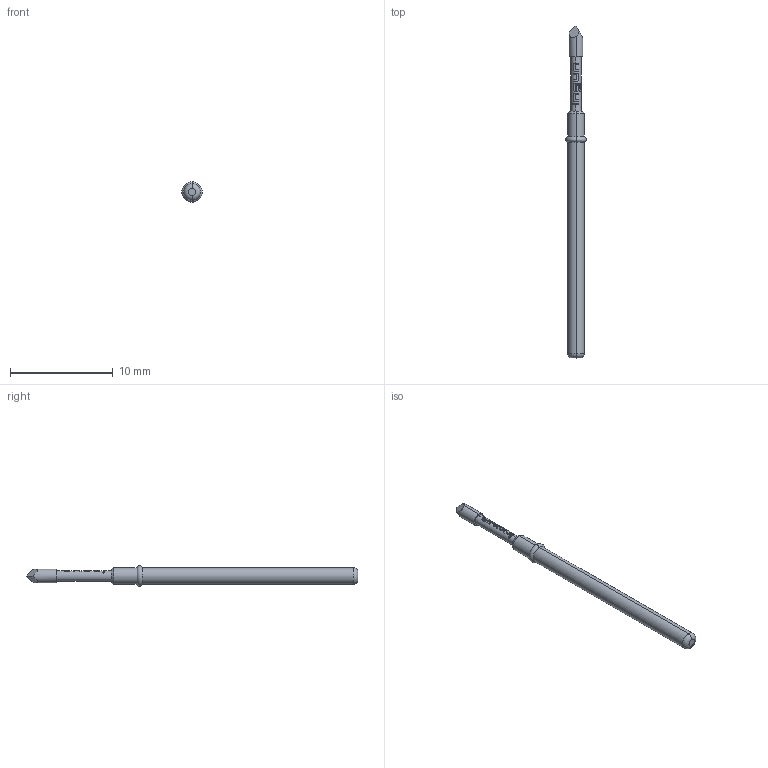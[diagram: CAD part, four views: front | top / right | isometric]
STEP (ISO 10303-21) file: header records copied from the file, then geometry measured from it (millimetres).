
FILE_DESCRIPTION (( 'STEP AP203' ), '1' );
FILE_NAME ('INGUN_GKS-112_207_130_A_xx03.STEP', '2020-07-24T06:55:25', ( '' ), ( '' ), 'SwSTEP 2.0', 'SolidWorks 2018', '' );
FILE_SCHEMA (( 'CONFIG_CONTROL_DESIGN' ));
Length unit declared in the file: millimetre
Products named in the file (1): INGUN_GKS-112_207_130_A_xx03
Bounding box: 2 x 32.3 x 2 mm (x, y, z)
Volume: 58.7 mm3; surface area: 156.6 mm2
Topology: 1 solids, 1 shells, 101 faces, 280 edges, 184 vertices
Faces by surface type: bspline 37, plane 31, cylinder 27, torus 4, cone 2
Entity records: 4334 total; most frequent: CARTESIAN_POINT 2221, ORIENTED_EDGE 560, EDGE_CURVE 280, B_SPLINE_CURVE_WITH_KNOTS 222, DIRECTION 205, VERTEX_POINT 184, EDGE_LOOP 104, ADVANCED_FACE 101
